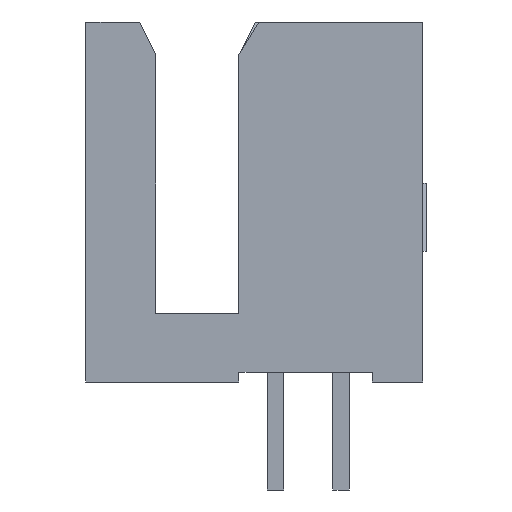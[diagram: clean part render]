
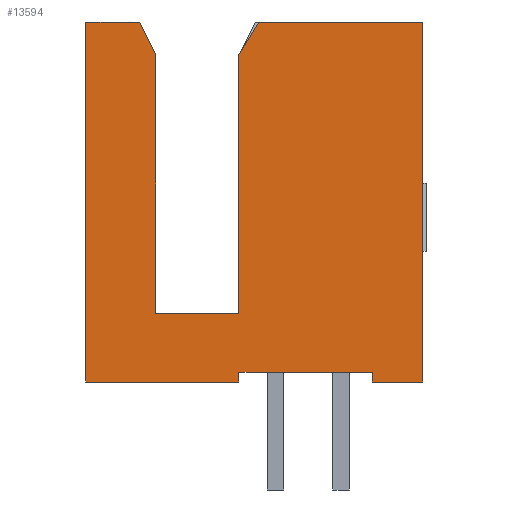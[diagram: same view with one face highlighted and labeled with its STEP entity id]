
A CAD part, left-side view. The second image highlights one B-rep face of the part: STEP entity #13594.
In plain terms, the highlighted planar face has unit normal (-1, 0, 0).
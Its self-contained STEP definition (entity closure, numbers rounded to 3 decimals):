
#388=DIRECTION('',(0.,0.,1.));
#389=VECTOR('',#388,13.97);
#390=CARTESIAN_POINT('',(-30.226,-6.541,-13.97));
#391=LINE('',#390,#389);
#2291=DIRECTION('',(0.,0.447,0.894));
#2292=VECTOR('',#2291,1.42);
#2293=CARTESIAN_POINT('',(-30.226,3.823,-1.27));
#2294=LINE('',#2293,#2292);
#2295=DIRECTION('',(0.,0.,-1.));
#2296=VECTOR('',#2295,10.033);
#2297=CARTESIAN_POINT('',(-30.226,3.823,-1.27));
#2298=LINE('',#2297,#2296);
#2299=DIRECTION('',(0.,1.,0.));
#2300=VECTOR('',#2299,3.226);
#2301=CARTESIAN_POINT('',(-30.226,0.597,-11.303));
#2302=LINE('',#2301,#2300);
#2303=DIRECTION('',(0.,0.,-1.));
#2304=VECTOR('',#2303,10.033);
#2305=CARTESIAN_POINT('',(-30.226,0.597,-1.27));
#2306=LINE('',#2305,#2304);
#2307=DIRECTION('',(0.,0.514,-0.857));
#2308=VECTOR('',#2307,1.481);
#2309=CARTESIAN_POINT('',(-30.226,-0.165,0.));
#2310=LINE('',#2309,#2308);
#2311=DIRECTION('',(0.,1.,0.));
#2312=VECTOR('',#2311,1.962);
#2313=CARTESIAN_POINT('',(-30.226,-6.541,-13.97));
#2314=LINE('',#2313,#2312);
#2315=DIRECTION('',(0.,0.,1.));
#2316=VECTOR('',#2315,0.381);
#2317=CARTESIAN_POINT('',(-30.226,-4.578,-13.97));
#2318=LINE('',#2317,#2316);
#2319=DIRECTION('',(0.,1.,0.));
#2320=VECTOR('',#2319,5.175);
#2321=CARTESIAN_POINT('',(-30.226,-4.578,-13.589));
#2322=LINE('',#2321,#2320);
#2323=DIRECTION('',(0.,0.,1.));
#2324=VECTOR('',#2323,0.381);
#2325=CARTESIAN_POINT('',(-30.226,0.597,-13.97));
#2326=LINE('',#2325,#2324);
#2327=DIRECTION('',(0.,1.,0.));
#2328=VECTOR('',#2327,5.944);
#2329=CARTESIAN_POINT('',(-30.226,0.597,-13.97));
#2330=LINE('',#2329,#2328);
#2408=DIRECTION('',(0.,1.,0.));
#2409=VECTOR('',#2408,6.375);
#2410=CARTESIAN_POINT('',(-30.226,-6.541,0.));
#2411=LINE('',#2410,#2409);
#2441=DIRECTION('',(0.,1.,0.));
#2442=VECTOR('',#2441,2.083);
#2443=CARTESIAN_POINT('',(-30.226,4.458,0.));
#2444=LINE('',#2443,#2442);
#2785=DIRECTION('',(0.,0.,1.));
#2786=VECTOR('',#2785,13.97);
#2787=CARTESIAN_POINT('',(-30.226,6.541,-13.97));
#2788=LINE('',#2787,#2786);
#8876=CARTESIAN_POINT('',(-30.226,-6.541,-13.97));
#8877=CARTESIAN_POINT('',(-30.226,-6.541,0.));
#8878=VERTEX_POINT('',#8876);
#8879=VERTEX_POINT('',#8877);
#8880=CARTESIAN_POINT('',(-30.226,6.541,-13.97));
#8881=CARTESIAN_POINT('',(-30.226,6.541,0.));
#8882=VERTEX_POINT('',#8880);
#8883=VERTEX_POINT('',#8881);
#8912=CARTESIAN_POINT('',(-30.226,0.597,-11.303));
#8913=CARTESIAN_POINT('',(-30.226,3.823,-11.303));
#8914=VERTEX_POINT('',#8912);
#8915=VERTEX_POINT('',#8913);
#8948=CARTESIAN_POINT('',(-30.226,3.823,-1.27));
#8950=VERTEX_POINT('',#8948);
#8952=CARTESIAN_POINT('',(-30.226,4.458,0.));
#8953=VERTEX_POINT('',#8952);
#8966=CARTESIAN_POINT('',(-30.226,0.597,-1.27));
#8967=VERTEX_POINT('',#8966);
#8970=CARTESIAN_POINT('',(-30.226,-0.165,0.));
#8971=VERTEX_POINT('',#8970);
#9070=CARTESIAN_POINT('',(-30.226,-4.578,-13.589));
#9071=CARTESIAN_POINT('',(-30.226,0.597,-13.589));
#9072=VERTEX_POINT('',#9070);
#9073=VERTEX_POINT('',#9071);
#9074=CARTESIAN_POINT('',(-30.226,-4.578,-13.97));
#9075=VERTEX_POINT('',#9074);
#9076=CARTESIAN_POINT('',(-30.226,0.597,-13.97));
#9077=VERTEX_POINT('',#9076);
#13564=CARTESIAN_POINT('',(-30.226,-6.541,-13.97));
#13565=DIRECTION('',(-1.,0.,0.));
#13566=DIRECTION('',(0.,0.,1.));
#13567=AXIS2_PLACEMENT_3D('',#13564,#13565,#13566);
#13568=PLANE('',#13567);
#13569=ORIENTED_EDGE('',*,*,#13555,.F.);
#13570=ORIENTED_EDGE('',*,*,#13530,.T.);
#13572=ORIENTED_EDGE('',*,*,#13571,.F.);
#13573=ORIENTED_EDGE('',*,*,#13448,.F.);
#13575=ORIENTED_EDGE('',*,*,#13574,.F.);
#13577=ORIENTED_EDGE('',*,*,#13576,.F.);
#13578=ORIENTED_EDGE('',*,*,#11945,.F.);
#13580=ORIENTED_EDGE('',*,*,#13579,.T.);
#13582=ORIENTED_EDGE('',*,*,#13581,.T.);
#13583=ORIENTED_EDGE('',*,*,#12236,.T.);
#13585=ORIENTED_EDGE('',*,*,#13584,.F.);
#13587=ORIENTED_EDGE('',*,*,#13586,.T.);
#13589=ORIENTED_EDGE('',*,*,#13588,.T.);
#13591=ORIENTED_EDGE('',*,*,#13590,.F.);
#13592=EDGE_LOOP('',(#13569,#13570,#13572,#13573,#13575,#13577,#13578,#13580,
#13582,#13583,#13585,#13587,#13589,#13591));
#13593=FACE_OUTER_BOUND('',#13592,.F.);
#13594=ADVANCED_FACE('',(#13593),#13568,.T.);
#11945=EDGE_CURVE('',#8878,#8879,#391,.T.);
#12236=EDGE_CURVE('',#9072,#9073,#2322,.T.);
#13448=EDGE_CURVE('',#8967,#8914,#2306,.T.);
#13530=EDGE_CURVE('',#8950,#8915,#2298,.T.);
#13555=EDGE_CURVE('',#8950,#8953,#2294,.T.);
#13571=EDGE_CURVE('',#8914,#8915,#2302,.T.);
#13574=EDGE_CURVE('',#8971,#8967,#2310,.T.);
#13576=EDGE_CURVE('',#8879,#8971,#2411,.T.);
#13579=EDGE_CURVE('',#8878,#9075,#2314,.T.);
#13581=EDGE_CURVE('',#9075,#9072,#2318,.T.);
#13584=EDGE_CURVE('',#9077,#9073,#2326,.T.);
#13586=EDGE_CURVE('',#9077,#8882,#2330,.T.);
#13588=EDGE_CURVE('',#8882,#8883,#2788,.T.);
#13590=EDGE_CURVE('',#8953,#8883,#2444,.T.);
